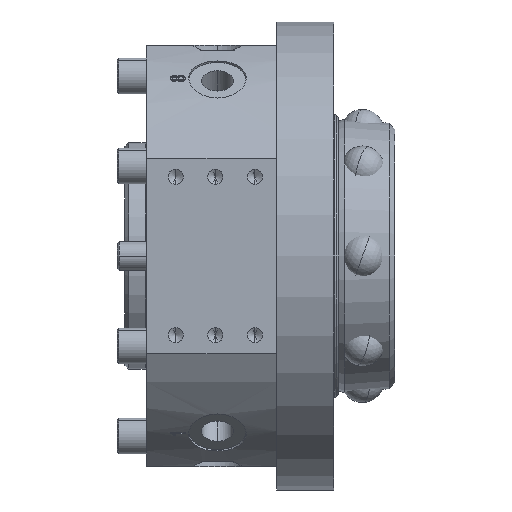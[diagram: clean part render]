
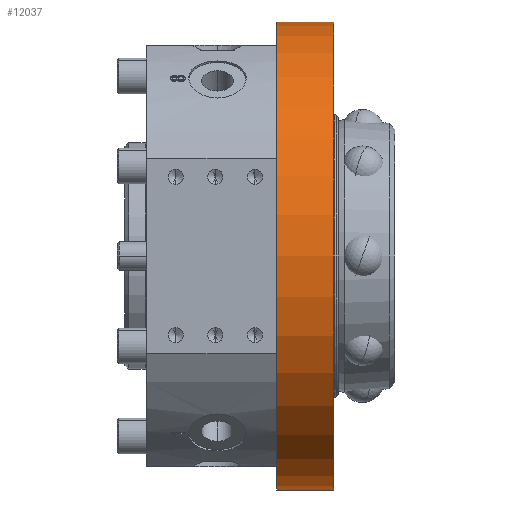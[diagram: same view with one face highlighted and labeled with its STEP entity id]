
A CAD part, left-side view. The second image highlights one B-rep face of the part: STEP entity #12037.
In plain terms, the highlighted cylindrical face has radius 65 mm (diameter 130 mm), a partial arc.
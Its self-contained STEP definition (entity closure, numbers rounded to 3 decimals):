
#194 = AXIS2_PLACEMENT_3D ( 'NONE', #51751, #24512, #56374 ) ;
#4331 = CARTESIAN_POINT ( 'NONE',  ( 0., -36.1, -65. ) ) ;
#6973 = LINE ( 'NONE', #19979, #40437 ) ;
#9142 = CARTESIAN_POINT ( 'NONE',  ( 0., -52., 0. ) ) ;
#10798 = CYLINDRICAL_SURFACE ( 'NONE', #32856, 65. ) ;
#12037 = ADVANCED_FACE ( 'NONE', ( #34993 ), #10798, .T. ) ;
#12045 = VERTEX_POINT ( 'NONE', #32646 ) ;
#13732 = DIRECTION ( 'NONE',  ( 0., 0., 1. ) ) ;
#14586 = VERTEX_POINT ( 'NONE', #4331 ) ;
#18307 = CARTESIAN_POINT ( 'NONE',  ( 0., -26.261, -65. ) ) ;
#18918 = CARTESIAN_POINT ( 'NONE',  ( 0., -26.261, 0. ) ) ;
#19979 = CARTESIAN_POINT ( 'NONE',  ( 0., -26.261, 65. ) ) ;
#20217 = EDGE_LOOP ( 'NONE', ( #20781, #44384, #36510, #47558 ) ) ;
#20697 = LINE ( 'NONE', #18307, #31437 ) ;
#20781 = ORIENTED_EDGE ( 'NONE', *, *, #37212, .F. ) ;
#21155 = CIRCLE ( 'NONE', #194, 65. ) ;
#22893 = DIRECTION ( 'NONE',  ( 0., 1., 0. ) ) ;
#23322 = CARTESIAN_POINT ( 'NONE',  ( 0., -52., 65. ) ) ;
#23488 = DIRECTION ( 'NONE',  ( 0., 0., 1. ) ) ;
#24512 = DIRECTION ( 'NONE',  ( 0., 1., 0. ) ) ;
#28827 = VERTEX_POINT ( 'NONE', #23322 ) ;
#29127 = DIRECTION ( 'NONE',  ( 0., 1., 0. ) ) ;
#29829 = CIRCLE ( 'NONE', #53784, 65. ) ;
#30730 = CARTESIAN_POINT ( 'NONE',  ( 0., -36.1, 65. ) ) ;
#31437 = VECTOR ( 'NONE', #22893, 1000. ) ;
#32646 = CARTESIAN_POINT ( 'NONE',  ( 0., -52., -65. ) ) ;
#32856 = AXIS2_PLACEMENT_3D ( 'NONE', #18918, #50712, #23488 ) ;
#34993 = FACE_OUTER_BOUND ( 'NONE', #20217, .T. ) ;
#36510 = ORIENTED_EDGE ( 'NONE', *, *, #46133, .T. ) ;
#37212 = EDGE_CURVE ( 'NONE', #12045, #14586, #20697, .T. ) ;
#38574 = EDGE_CURVE ( 'NONE', #12045, #28827, #29829, .T. ) ;
#40437 = VECTOR ( 'NONE', #29127, 1000. ) ;
#40963 = DIRECTION ( 'NONE',  ( 0., 1., 0. ) ) ;
#43057 = EDGE_CURVE ( 'NONE', #14586, #47209, #21155, .T. ) ;
#44384 = ORIENTED_EDGE ( 'NONE', *, *, #38574, .T. ) ;
#46133 = EDGE_CURVE ( 'NONE', #28827, #47209, #6973, .T. ) ;
#47209 = VERTEX_POINT ( 'NONE', #30730 ) ;
#47558 = ORIENTED_EDGE ( 'NONE', *, *, #43057, .F. ) ;
#50712 = DIRECTION ( 'NONE',  ( 0., 1., 0. ) ) ;
#51751 = CARTESIAN_POINT ( 'NONE',  ( 0., -36.1, 0. ) ) ;
#53784 = AXIS2_PLACEMENT_3D ( 'NONE', #9142, #40963, #13732 ) ;
#56374 = DIRECTION ( 'NONE',  ( 0., 0., 1. ) ) ;
